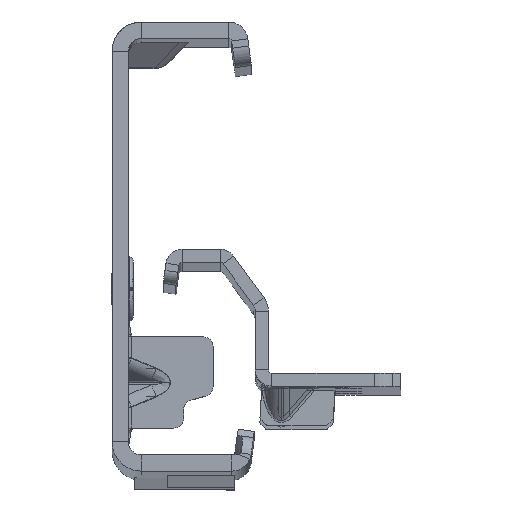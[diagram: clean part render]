
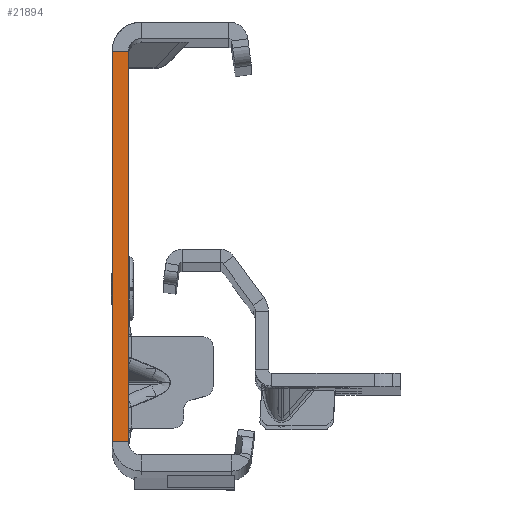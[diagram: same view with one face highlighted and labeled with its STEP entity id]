
A CAD part, top view. The second image highlights one B-rep face of the part: STEP entity #21894.
In plain terms, the highlighted planar face has unit normal (0, 0, 1).
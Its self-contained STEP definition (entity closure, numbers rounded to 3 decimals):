
#293 = DIRECTION ( 'NONE',  ( 0., 0., 1. ) ) ;
#2714 = EDGE_CURVE ( 'NONE', #10963, #14414, #10832, .T. ) ;
#3168 = DIRECTION ( 'NONE',  ( 0., -1., 0. ) ) ;
#3911 = VERTEX_POINT ( 'NONE', #16496 ) ;
#4336 = CARTESIAN_POINT ( 'NONE',  ( -2.5, 30., 0. ) ) ;
#4831 = ORIENTED_EDGE ( 'NONE', *, *, #17396, .T. ) ;
#5038 = CARTESIAN_POINT ( 'NONE',  ( -2.5, -32., 0. ) ) ;
#5558 = CARTESIAN_POINT ( 'NONE',  ( 0., -30., 0. ) ) ;
#5733 = LINE ( 'NONE', #9741, #19588 ) ;
#5863 = CARTESIAN_POINT ( 'NONE',  ( 0., 30., 0. ) ) ;
#6473 = EDGE_CURVE ( 'NONE', #12445, #3911, #19943, .T. ) ;
#6949 = ORIENTED_EDGE ( 'NONE', *, *, #6473, .T. ) ;
#7553 = EDGE_CURVE ( 'NONE', #14414, #3911, #11724, .T. ) ;
#9363 = VECTOR ( 'NONE', #3168, 1000. ) ;
#9741 = CARTESIAN_POINT ( 'NONE',  ( 0., 30., 0. ) ) ;
#9856 = CARTESIAN_POINT ( 'NONE',  ( 0., -30., 0. ) ) ;
#10709 = DIRECTION ( 'NONE',  ( 0., -1., 0. ) ) ;
#10739 = VECTOR ( 'NONE', #10709, 1000. ) ;
#10832 = LINE ( 'NONE', #11197, #10739 ) ;
#10963 = VERTEX_POINT ( 'NONE', #5863 ) ;
#10984 = VECTOR ( 'NONE', #15887, 1000. ) ;
#11197 = CARTESIAN_POINT ( 'NONE',  ( 0., -32., 0. ) ) ;
#11607 = DIRECTION ( 'NONE',  ( -1., 0., 0. ) ) ;
#11724 = LINE ( 'NONE', #9856, #10984 ) ;
#12445 = VERTEX_POINT ( 'NONE', #4336 ) ;
#13689 = FACE_OUTER_BOUND ( 'NONE', #24189, .T. ) ;
#14414 = VERTEX_POINT ( 'NONE', #5558 ) ;
#15421 = ORIENTED_EDGE ( 'NONE', *, *, #7553, .F. ) ;
#15887 = DIRECTION ( 'NONE',  ( -1., 0., 0. ) ) ;
#16496 = CARTESIAN_POINT ( 'NONE',  ( -2.5, -30., 0. ) ) ;
#17396 = EDGE_CURVE ( 'NONE', #10963, #12445, #5733, .T. ) ;
#19401 = ORIENTED_EDGE ( 'NONE', *, *, #2714, .F. ) ;
#19564 = CARTESIAN_POINT ( 'NONE',  ( -2.5, -32., 0. ) ) ;
#19588 = VECTOR ( 'NONE', #11607, 1000. ) ;
#19694 = DIRECTION ( 'NONE',  ( 1., 0., 0. ) ) ;
#19943 = LINE ( 'NONE', #5038, #9363 ) ;
#21475 = PLANE ( 'NONE',  #24548 ) ;
#21894 = ADVANCED_FACE ( 'NONE', ( #13689 ), #21475, .T. ) ;
#24189 = EDGE_LOOP ( 'NONE', ( #19401, #4831, #6949, #15421 ) ) ;
#24548 = AXIS2_PLACEMENT_3D ( 'NONE', #19564, #293, #19694 ) ;
